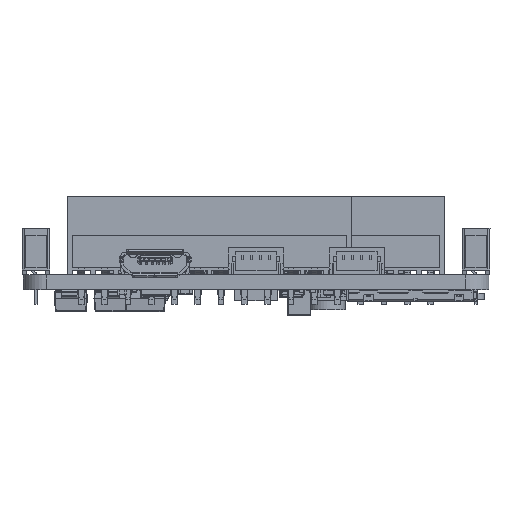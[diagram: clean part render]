
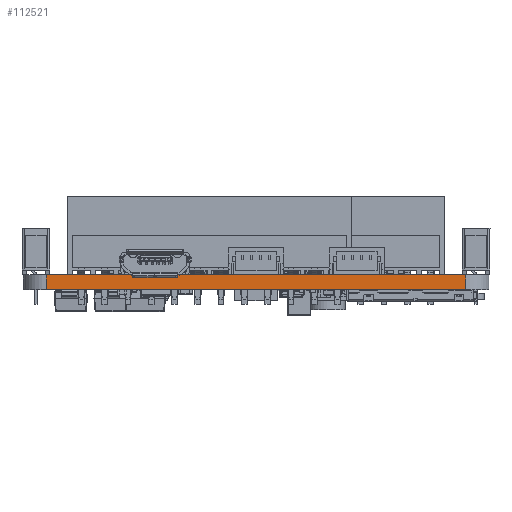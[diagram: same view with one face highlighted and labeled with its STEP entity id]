
A CAD part, front view. The second image highlights one B-rep face of the part: STEP entity #112521.
In plain terms, the highlighted planar face has unit normal (0, -1, 0).
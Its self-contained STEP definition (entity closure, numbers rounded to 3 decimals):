
#7827=FACE_OUTER_BOUND('',#13892,.T.);
#13892=EDGE_LOOP('',(#75207,#75208,#75209,#75210));
#20547=LINE('',#156608,#34183);
#20548=LINE('',#156612,#34184);
#20549=LINE('',#156614,#34185);
#20550=LINE('',#156615,#34186);
#34183=VECTOR('',#127064,1.);
#34184=VECTOR('',#127069,1.);
#34185=VECTOR('',#127070,1.);
#34186=VECTOR('',#127071,1.);
#47819=VERTEX_POINT('',#156605);
#47820=VERTEX_POINT('',#156607);
#47821=VERTEX_POINT('',#156611);
#47822=VERTEX_POINT('',#156613);
#58714=EDGE_CURVE('',#47820,#47819,#20547,.T.);
#58716=EDGE_CURVE('',#47819,#47821,#20548,.T.);
#58717=EDGE_CURVE('',#47822,#47821,#20549,.T.);
#58718=EDGE_CURVE('',#47820,#47822,#20550,.T.);
#75207=ORIENTED_EDGE('',*,*,#58714,.T.);
#75208=ORIENTED_EDGE('',*,*,#58716,.T.);
#75209=ORIENTED_EDGE('',*,*,#58717,.F.);
#75210=ORIENTED_EDGE('',*,*,#58718,.F.);
#107901=PLANE('',#119093);
#112521=ADVANCED_FACE('',(#7827),#107901,.T.);
#119093=AXIS2_PLACEMENT_3D('',#156610,#127067,#127068);
#127064=DIRECTION('',(0.,0.,1.));
#127067=DIRECTION('center_axis',(0.,-1.,0.));
#127068=DIRECTION('ref_axis',(-1.,0.,0.));
#127069=DIRECTION('',(-1.,0.,0.));
#127070=DIRECTION('',(0.,0.,1.));
#127071=DIRECTION('',(-1.,0.,0.));
#156605=CARTESIAN_POINT('',(48.266,0.006,1.61));
#156607=CARTESIAN_POINT('',(48.266,0.006,0.));
#156608=CARTESIAN_POINT('',(48.266,0.006,0.));
#156610=CARTESIAN_POINT('Origin',(48.266,0.006,0.));
#156611=CARTESIAN_POINT('',(2.546,0.006,1.61));
#156612=CARTESIAN_POINT('',(48.266,0.006,1.61));
#156613=CARTESIAN_POINT('',(2.546,0.006,0.));
#156614=CARTESIAN_POINT('',(2.546,0.006,0.));
#156615=CARTESIAN_POINT('',(48.266,0.006,0.));
